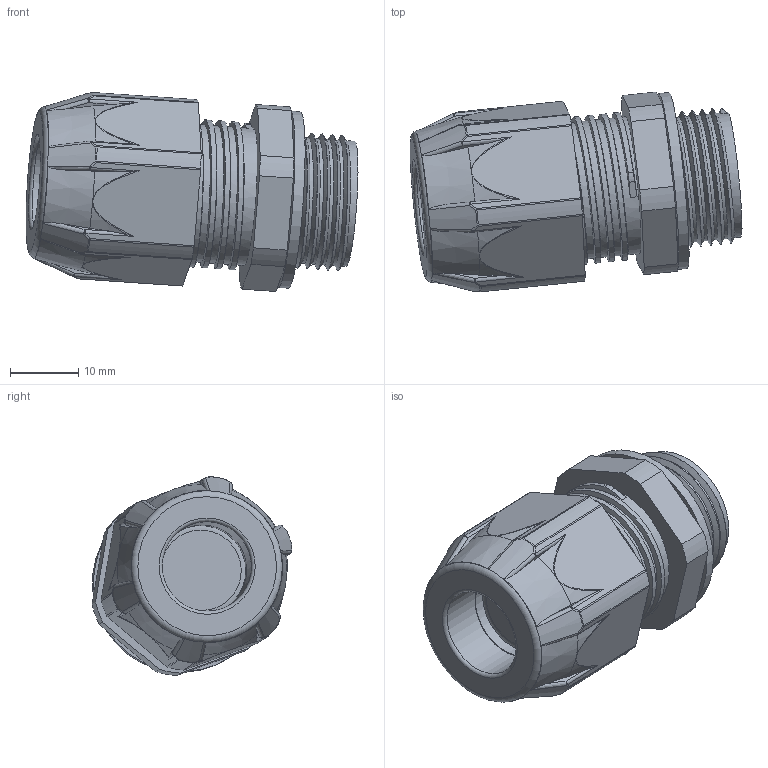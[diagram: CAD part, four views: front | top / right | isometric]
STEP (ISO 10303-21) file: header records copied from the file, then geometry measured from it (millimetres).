
FILE_DESCRIPTION(/* description */ ('Euro-Top-X-4.Generation M20x1,5, Ex e'),/* implementation_level */ '2;1');
FILE_NAME(/* name */ '85284520X4HI-RST.stp',/* time_stamp */ '2020-02-27T07:58:27+01:00',/* author */ ('sl'),/* organization */ (''),/* preprocessor_version */ 'ST-DEVELOPER v16.5',/* originating_system */ 'Autodesk Inventor 2017',/* authorisation */ '');
FILE_SCHEMA (('AUTOMOTIVE_DESIGN { 1 0 10303 214 3 1 1 }'));
Length unit declared in the file: millimetre
Products named in the file (7): 85284520X4HI; 85084520X4HI; 85084520X4HISI; 85084520X4HI_1; 85084520X4HISI_1; 85084520X4HI_2; 85284520X4HI_1
Assembly tree (6 placements, depth 2):
  85284520X4HI
    85084520X4HI
    85084520X4HISI
    85084520X4HI_1
    85084520X4HISI_1
    85084520X4HI_2
    85284520X4HI_1
Bounding box: 48.74 x 29.36 x 29.21 mm (x, y, z)
Volume: 8432.6 mm3; surface area: 13152 mm2
Topology: 5 solids, 6 shells, 347 faces, 909 edges, 570 vertices
Faces by surface type: plane 112, cylinder 108, bspline 55, torus 27, sphere 24, cone 21
Full cylindrical faces by diameter (mm): 7.2 x1, 13.17 x2, 13.18 x1, 13.2 x1, 13.28 x1, 13.67 x1, 13.94 x1, 16.5 x1, 16.8 x2, 17.75 x1, 18.418 x6, 18.8 x1, 20.17 x5, 20.45 x5, 21.972 x6, 26 x1
Entity records: 14806 total; most frequent: CARTESIAN_POINT 6857, ORIENTED_EDGE 1596, DIRECTION 1554, EDGE_CURVE 798, AXIS2_PLACEMENT_3D 649, VERTEX_POINT 521, EDGE_LOOP 377, CIRCLE 349
